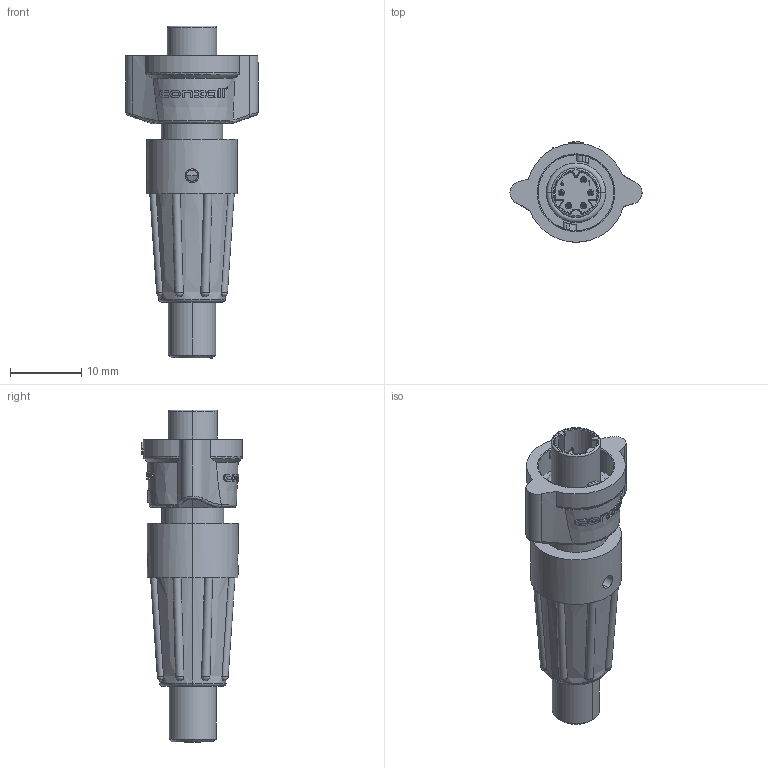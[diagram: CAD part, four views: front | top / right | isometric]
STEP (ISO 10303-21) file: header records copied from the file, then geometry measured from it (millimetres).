
FILE_DESCRIPTION (( 'STEP AP203' ), '1' );
FILE_NAME ('W16980-5PG-P-5XX.STEP', '2020-12-28T20:04:44', ( '' ), ( '' ), 'SwSTEP 2.0', 'SolidWorks 2020', '' );
FILE_SCHEMA (( 'CONFIG_CONTROL_DESIGN' ));
Length unit declared in the file: millimetre
Products named in the file (3): W16980-5PG-P.step; 5XX BACKSHELL.step; W16980-5PG-P-5XX
Assembly tree (2 placements, depth 2):
  W16980-5PG-P-5XX
    W16980-5PG-P.step
    5XX BACKSHELL.step
Bounding box: 18.48 x 14.07 x 46.47 mm (x, y, z)
Volume: 3056.5 mm3; surface area: 3639 mm2
Topology: 4 solids, 4 shells, 514 faces, 1371 edges, 895 vertices
Faces by surface type: plane 203, cylinder 132, bspline 62, torus 55, cone 48, sphere 14
Entity records: 21068 total; most frequent: CARTESIAN_POINT 8988, ORIENTED_EDGE 2706, DIRECTION 2118, EDGE_CURVE 1353, VERTEX_POINT 893, AXIS2_PLACEMENT_3D 798, EDGE_LOOP 566, LINE 522
